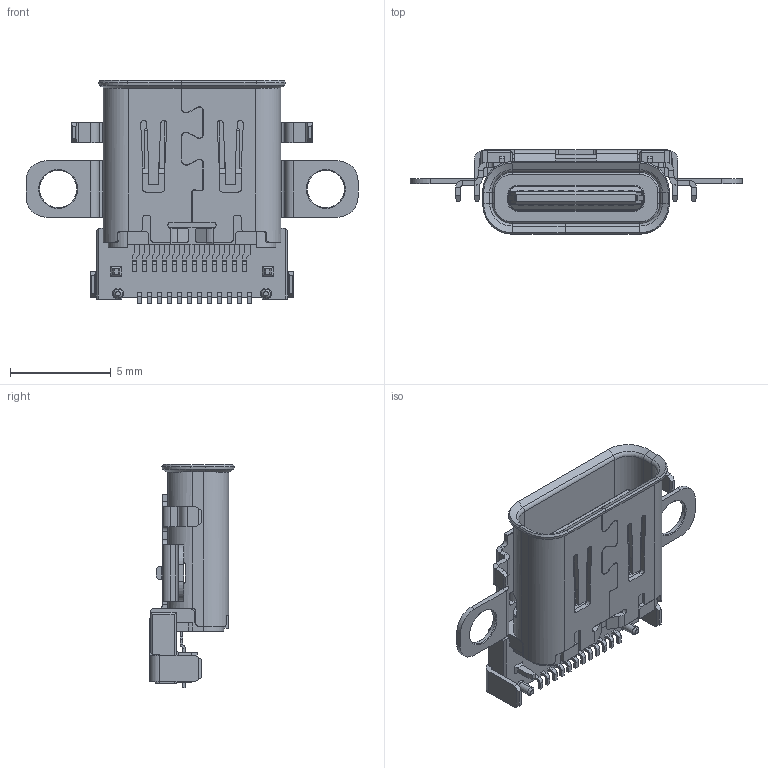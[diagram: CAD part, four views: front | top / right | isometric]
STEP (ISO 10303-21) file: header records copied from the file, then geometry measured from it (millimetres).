
FILE_DESCRIPTION (( 'STEP AP214' ), '1' );
FILE_NAME ('DX07BN24JA2R1300.STEP', '2024-12-08T19:18:22', ( 'LENOVO' ), ( '' ), 'SwSTEP 2.0', 'SolidWorks 2021', '' );
FILE_SCHEMA (( 'AUTOMOTIVE_DESIGN' ));
Length unit declared in the file: millimetre
Products named in the file (2): DX07BN24JA2R1300_DX07BN24JA2R1300; DX07BN24JA2R1300
Assembly tree (1 placements, depth 2):
  DX07BN24JA2R1300
    DX07BN24JA2R1300_DX07BN24JA2R1300
Bounding box: 16.5 x 4.2 x 11.1 mm (x, y, z)
Volume: 166.3 mm3; surface area: 856.3 mm2
Topology: 53 solids, 53 shells, 1595 faces, 3872 edges, 2376 vertices
Faces by surface type: plane 1189, cylinder 304, cone 58, torus 20, bspline 12, sphere 12
Entity records: 48908 total; most frequent: CARTESIAN_POINT 9078, ORIENTED_EDGE 7736, DIRECTION 7610, EDGE_CURVE 3868, LINE 3064, VECTOR 3064, VERTEX_POINT 2376, AXIS2_PLACEMENT_3D 2273
